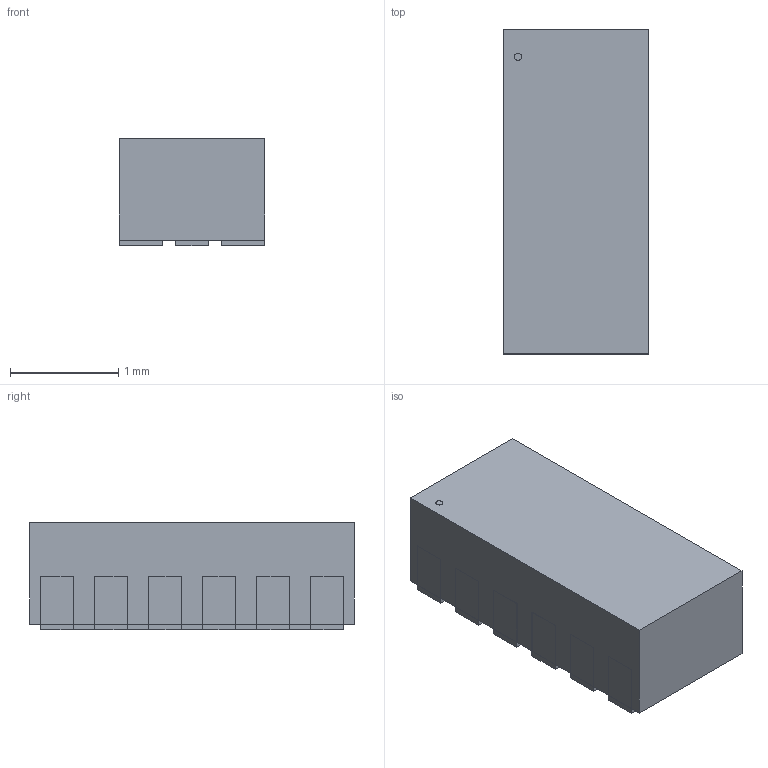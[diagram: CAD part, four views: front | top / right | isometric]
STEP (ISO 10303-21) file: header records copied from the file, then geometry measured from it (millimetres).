
FILE_DESCRIPTION(('STEP AP214'),'1');
FILE_NAME('DFN12_1P35X3P00_ONS','2023-09-13T11:10:49',(''),(''),'','','');
FILE_SCHEMA(('AUTOMOTIVE_DESIGN'));
Length unit declared in the file: millimetre
Products named in the file (1): product
Bounding box: 1.35 x 3 x 0.99 mm (x, y, z)
Volume: 3.9 mm3; surface area: 25 mm2
Topology: 15 solids, 15 shells, 111 faces, 243 edges, 162 vertices
Faces by surface type: plane 110, cylinder 1
Full cylindrical faces by diameter (mm): 0.067 x1
Entity records: 2989 total; most frequent: ORIENTED_EDGE 484, DIRECTION 470, CARTESIAN_POINT 277, EDGE_CURVE 242, LINE 240, VECTOR 240, VERTEX_POINT 162, AXIS2_PLACEMENT_3D 115
